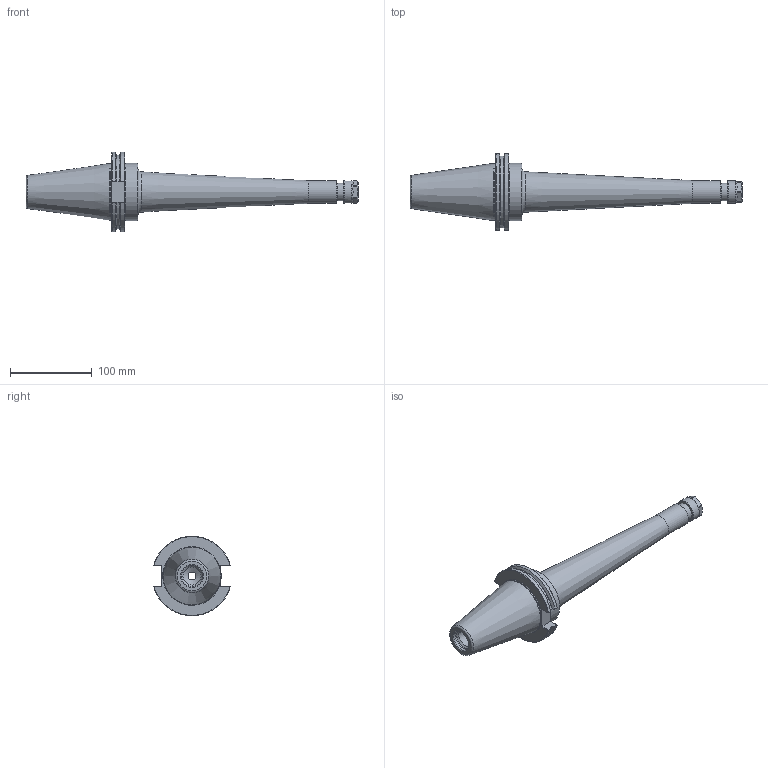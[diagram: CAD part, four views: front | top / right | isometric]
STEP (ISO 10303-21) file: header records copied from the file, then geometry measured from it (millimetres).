
FILE_DESCRIPTION(/* description */ (''),/* implementation_level */ '2;1');
FILE_NAME(/* name */ 'CAT50-ER16H-1200.stp',/* time_stamp */ '2019-05-31T15:03:51-05:00',/* author */ ('ldfli'),/* organization */ (''),/* preprocessor_version */ 'ST-DEVELOPER v18',/* originating_system */ 'Autodesk Inventor LT',/* authorisation */ '');
FILE_SCHEMA (('AUTOMOTIVE_DESIGN { 1 0 10303 214 3 1 1 }'));
Length unit declared in the file: millimetre
Products named in the file (1): CAT50-ER16H-1200
Bounding box: 406.42 x 93.8 x 97.14 mm (x, y, z)
Volume: 666061.2 mm3; surface area: 84725.8 mm2
Topology: 2 solids, 2 shells, 114 faces, 337 edges, 236 vertices
Faces by surface type: plane 50, cone 28, cylinder 22, torus 14
Full cylindrical faces by diameter (mm): 9.728 x1, 10 x1, 11.21 x1, 12.552 x1, 14.64 x1, 18.5 x1, 20.5 x1, 22 x1, 22.225 x1, 23.56 x1, 26.2 x1, 26.7 x1, 28 x2, 69.85 x1, 70.2 x1
Entity records: 3984 total; most frequent: CARTESIAN_POINT 856, ORIENTED_EDGE 674, DIRECTION 673, EDGE_CURVE 337, AXIS2_PLACEMENT_3D 281, VERTEX_POINT 236, CIRCLE 166, EDGE_LOOP 127
